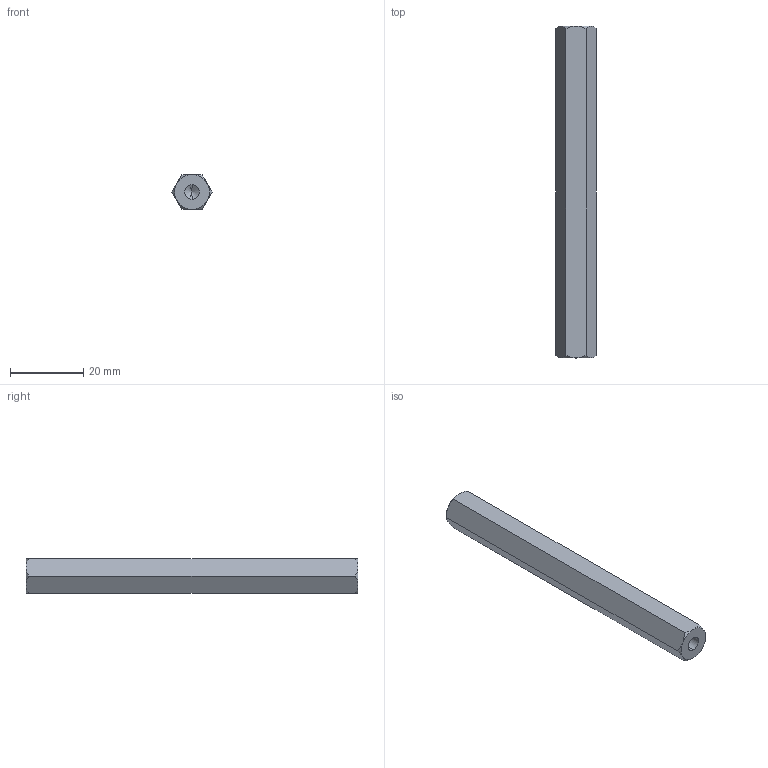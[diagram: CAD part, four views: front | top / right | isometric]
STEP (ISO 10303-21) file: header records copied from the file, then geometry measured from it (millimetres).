
FILE_DESCRIPTION (( 'STEP AP214' ), '1' );
FILE_NAME ('am-3021b 375 Hex Output Shaft Rev 4.STEP', '2019-08-27T19:32:08', ( '' ), ( '' ), 'SwSTEP 2.0', 'SolidWorks 2019', '' );
FILE_SCHEMA (( 'AUTOMOTIVE_DESIGN' ));
Length unit declared in the file: inch
Products named in the file (1): am-3021b 375 Hex Output Shaft Rev 4
Bounding box: 10.98 x 90.68 x 9.51 mm (x, y, z)
Volume: 6604.1 mm3; surface area: 3622 mm2
Topology: 1 solids, 1 shells, 28 faces, 74 edges, 46 vertices
Faces by surface type: cone 16, plane 8, cylinder 4
Entity records: 1066 total; most frequent: CARTESIAN_POINT 329, ORIENTED_EDGE 140, DIRECTION 124, EDGE_CURVE 70, AXIS2_PLACEMENT_3D 49, VERTEX_POINT 46, EDGE_LOOP 30, FACE_OUTER_BOUND 28
